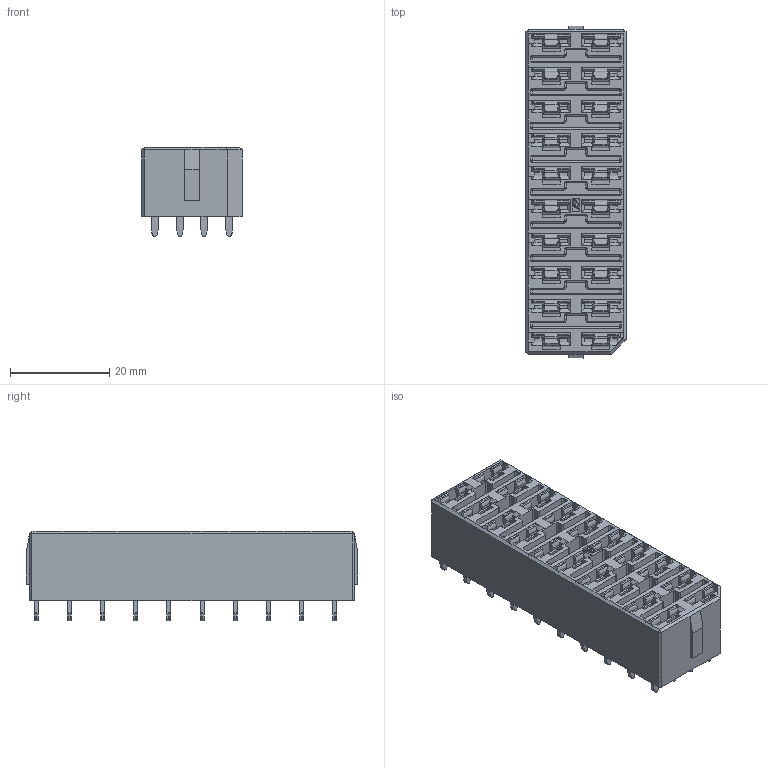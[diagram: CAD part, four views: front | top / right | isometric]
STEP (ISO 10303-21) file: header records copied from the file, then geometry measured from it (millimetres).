
FILE_DESCRIPTION (( 'STEP AP203' ), '1' );
FILE_NAME ('S95623-C02.STEP', '2025-03-13T07:51:48', ( '' ), ( '' ), 'SwSTEP 2.0', 'SolidWorks 2023', '' );
FILE_SCHEMA (( 'CONFIG_CONTROL_DESIGN' ));
Length unit declared in the file: millimetre
Products named in the file (3): K91167-F; S95623-C02; K95623-B
Assembly tree (21 placements, depth 2):
  S95623-C02
    K95623-B
    K91167-F  x20
Bounding box: 20.25 x 67 x 18 mm (x, y, z)
Volume: 11188.6 mm3; surface area: 22231.6 mm2
Topology: 21 solids, 21 shells, 2990 faces, 8481 edges, 5514 vertices
Faces by surface type: plane 1776, cylinder 1007, bspline 135, sphere 54, torus 18
Full cylindrical faces by diameter (mm): 1.935 x1, 2.07 x1, 3 x1
Entity records: 49174 total; most frequent: CARTESIAN_POINT 15815, ORIENTED_EDGE 7118, DIRECTION 6135, EDGE_CURVE 3559, LINE 2809, VECTOR 2809, VERTEX_POINT 2283, AXIS2_PLACEMENT_3D 1663
